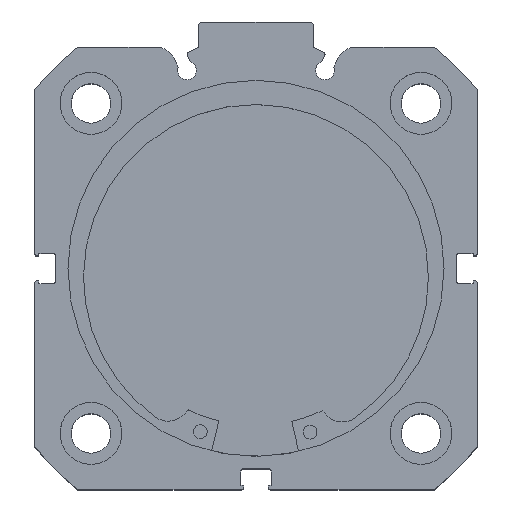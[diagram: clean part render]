
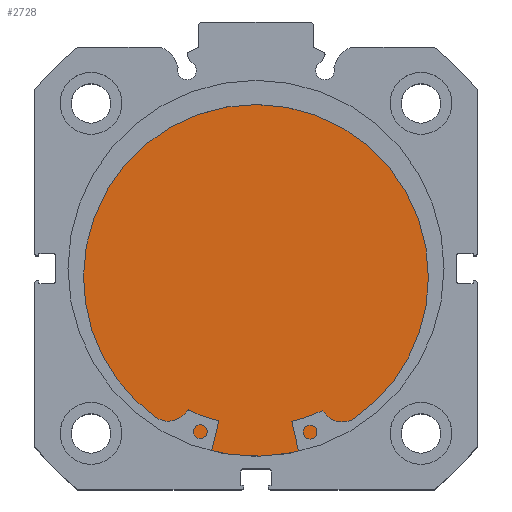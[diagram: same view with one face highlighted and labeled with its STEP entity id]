
A CAD part, top view. The second image highlights one B-rep face of the part: STEP entity #2728.
In plain terms, the highlighted face is planar.
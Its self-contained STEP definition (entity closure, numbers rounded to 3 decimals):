
#732 = CARTESIAN_POINT ( 'NONE',  ( 12., 0., 41. ) ) ;
#889 = CARTESIAN_POINT ( 'NONE',  ( 12., 0., -41. ) ) ;
#1191 = CIRCLE ( 'NONE', #4578, 41. ) ;
#1470 = FACE_OUTER_BOUND ( 'NONE', #2270, .T. ) ;
#1785 = EDGE_CURVE ( 'NONE', #3478, #3477, #1191, .T. ) ;
#1996 = CARTESIAN_POINT ( 'NONE',  ( 12., 0., 0. ) ) ;
#1998 = DIRECTION ( 'NONE',  ( -1., 0., 0. ) ) ;
#1999 = DIRECTION ( 'NONE',  ( 0., 0., 1. ) ) ;
#2270 = EDGE_LOOP ( 'NONE', ( #5680, #5925 ) ) ;
#2728 = ADVANCED_FACE ( 'NONE', ( #1470 ), #5083, .F. ) ;
#3477 = VERTEX_POINT ( 'NONE', #732 ) ;
#3478 = VERTEX_POINT ( 'NONE', #889 ) ;
#3952 = EDGE_CURVE ( 'NONE', #3477, #3478, #6635, .T. ) ;
#4065 = AXIS2_PLACEMENT_3D ( 'NONE', #5470, #5223, #4628 ) ;
#4189 = AXIS2_PLACEMENT_3D ( 'NONE', #5416, #5088, #5417 ) ;
#4578 = AXIS2_PLACEMENT_3D ( 'NONE', #1996, #1998, #1999 ) ;
#4628 = DIRECTION ( 'NONE',  ( 0., 0., 1. ) ) ;
#5083 = PLANE ( 'NONE',  #4189 ) ;
#5088 = DIRECTION ( 'NONE',  ( -1., 0., 0. ) ) ;
#5223 = DIRECTION ( 'NONE',  ( -1., 0., 0. ) ) ;
#5416 = CARTESIAN_POINT ( 'NONE',  ( 12., 41., 0. ) ) ;
#5417 = DIRECTION ( 'NONE',  ( 0., 0., 1. ) ) ;
#5470 = CARTESIAN_POINT ( 'NONE',  ( 12., 0., 0. ) ) ;
#5680 = ORIENTED_EDGE ( 'NONE', *, *, #3952, .F. ) ;
#5925 = ORIENTED_EDGE ( 'NONE', *, *, #1785, .F. ) ;
#6635 = CIRCLE ( 'NONE', #4065, 41. ) ;
